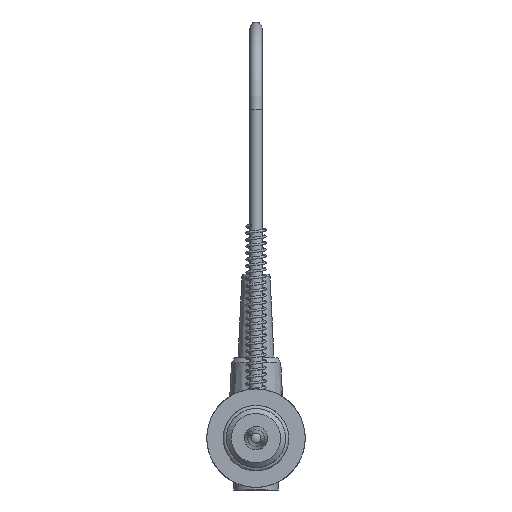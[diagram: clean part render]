
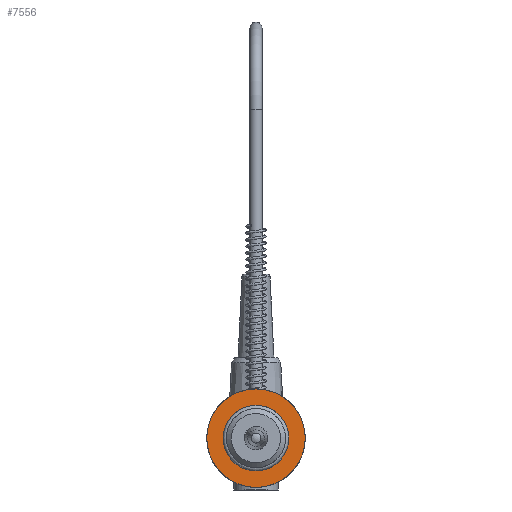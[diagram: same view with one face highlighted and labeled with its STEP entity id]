
A CAD part, left-side view. The second image highlights one B-rep face of the part: STEP entity #7556.
In plain terms, the highlighted planar face has unit normal (-1, 0, 0).
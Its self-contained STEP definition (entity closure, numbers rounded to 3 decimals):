
#1627=PLANE('',#8320);
#1698=FACE_BOUND('',#2551,.T.);
#2095=FACE_OUTER_BOUND('',#2550,.T.);
#2550=EDGE_LOOP('',(#6634));
#2551=EDGE_LOOP('',(#6635));
#2953=CIRCLE('',#8314,10.);
#2954=CIRCLE('',#8316,15.);
#3642=VERTEX_POINT('',#12982);
#3643=VERTEX_POINT('',#12985);
#4652=EDGE_CURVE('',#3642,#3642,#2953,.T.);
#4653=EDGE_CURVE('',#3643,#3643,#2954,.T.);
#6634=ORIENTED_EDGE('',*,*,#4653,.T.);
#6635=ORIENTED_EDGE('',*,*,#4652,.F.);
#7556=ADVANCED_FACE('',(#2095,#1698),#1627,.T.);
#8314=AXIS2_PLACEMENT_3D('',#12983,#10395,#10396);
#8316=AXIS2_PLACEMENT_3D('',#12986,#10399,#10400);
#8320=AXIS2_PLACEMENT_3D('',#12992,#10407,#10408);
#10395=DIRECTION('center_axis',(-1.,0.,0.));
#10396=DIRECTION('ref_axis',(0.,-1.,0.));
#10399=DIRECTION('center_axis',(-1.,0.,0.));
#10400=DIRECTION('ref_axis',(0.,1.,0.));
#10407=DIRECTION('center_axis',(-1.,0.,0.));
#10408=DIRECTION('ref_axis',(0.,-1.,0.));
#12982=CARTESIAN_POINT('',(3.9,-10.,0.046));
#12983=CARTESIAN_POINT('Origin',(3.9,0.,
0.046));
#12985=CARTESIAN_POINT('',(3.9,-15.,0.046));
#12986=CARTESIAN_POINT('Origin',(3.9,0.,
0.046));
#12992=CARTESIAN_POINT('Origin',(3.9,0.,
0.046));
